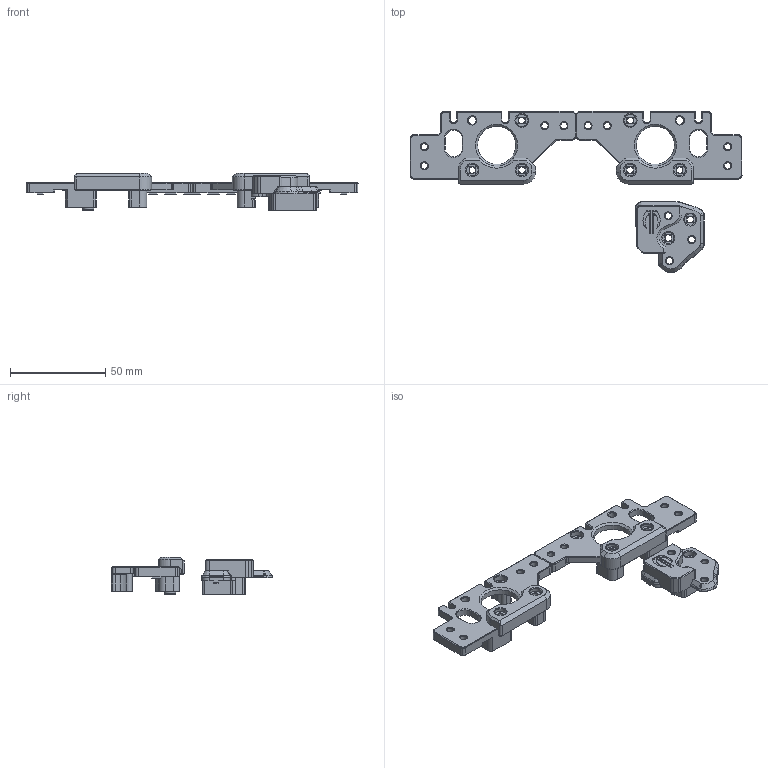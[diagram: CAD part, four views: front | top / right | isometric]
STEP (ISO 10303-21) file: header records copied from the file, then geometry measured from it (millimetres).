
FILE_DESCRIPTION(('HOOPS Exchange Step'),'2;1');
FILE_NAME('temp_export','2024-07-18T12:17:01-04:00',('mobile'),('Shapr3D Limited'),'HOOPS Exchange 2024.2','Shapr3D','Authorized');
FILE_SCHEMA( ('AUTOMOTIVE_DESIGN { 1 0 10303 214 1 1 1 1 }') );
Length unit declared in the file: millimetre
Products named in the file (4): xy_joint_upper_right_x1.step; A_Drive_Frame_Upper_x1.step; SaladFork BumStops; root
Assembly tree (3 placements, depth 3):
  root
    SaladFork BumStops
      xy_joint_upper_right_x1.step
      A_Drive_Frame_Upper_x1.step
Bounding box: 174 x 84.42 x 19.8 mm (x, y, z)
Volume: 35850 mm3; surface area: 23410.6 mm2
Topology: 6 solids, 6 shells, 974 faces, 2552 edges, 1597 vertices
Faces by surface type: plane 481, cylinder 281, cone 177, bspline 25, torus 10
Full cylindrical faces by diameter (mm): 3.4 x23, 4 x2, 6 x9, 6.2 x4, 6.5 x6, 20 x2
Entity records: 31366 total; most frequent: CARTESIAN_POINT 6732, DIRECTION 5295, ORIENTED_EDGE 5086, EDGE_CURVE 2543, AXIS2_PLACEMENT_3D 1872, VERTEX_POINT 1597, VECTOR 1551, LINE 1551
